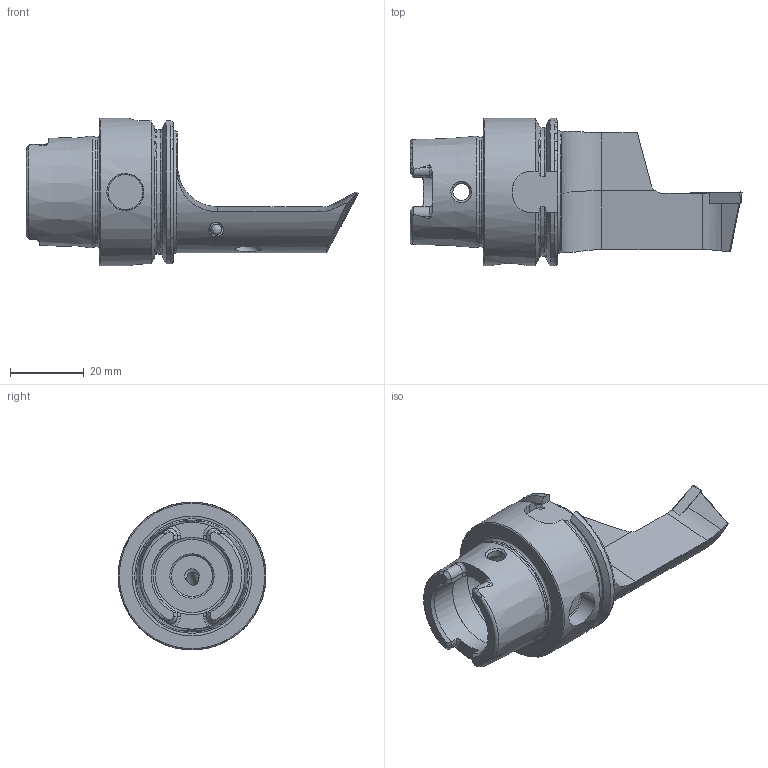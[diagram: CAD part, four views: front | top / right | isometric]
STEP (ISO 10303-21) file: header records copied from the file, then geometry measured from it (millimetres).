
FILE_DESCRIPTION (( 'STEP AP214' ), '1' );
FILE_NAME ('HA4.KVE.LPA.070-F0.STEP', '2021-09-21T14:19:11', ( '' ), ( '' ), 'SwSTEP 2.0', 'SolidWorks 2017', '' );
FILE_SCHEMA (( 'AUTOMOTIVE_DESIGN' ));
Length unit declared in the file: millimetre
Products named in the file (6): HA4-KVE.LPA.070-F0_A_Fertigbearbeitung; HA4.KVE.LPA.070-F0; WCA-ER2.001.006_A; VBMT110304; WKX-ER1.004.005_A_PreviewCfg; KVT_MB_600_040
Assembly tree (6 placements, depth 2):
  HA4.KVE.LPA.070-F0
    HA4-KVE.LPA.070-F0_A_Fertigbearbeitung
    WCA-ER2.001.006_A
    KVT_MB_600_040  x2
    WKX-ER1.004.005_A_PreviewCfg
    VBMT110304
Bounding box: 89.9 x 40 x 40 mm (x, y, z)
Volume: 34890.3 mm3; surface area: 13670.7 mm2
Topology: 8 solids, 8 shells, 269 faces, 681 edges, 425 vertices
Faces by surface type: plane 93, cylinder 68, cone 64, torus 26, bspline 15, sphere 3
Full cylindrical faces by diameter (mm): 1.7 x1, 2.05 x1, 2.5 x1, 2.8 x1, 3 x2, 3.3 x5, 3.4 x1, 3.85 x1, 4 x7, 4.2 x1, 4.6 x2, 10 x1, 11 x1, 12.5 x1, 21 x2, 25.5 x1, 29.707 x1, 33 x1, 40 x1
Entity records: 10097 total; most frequent: CARTESIAN_POINT 3311, ORIENTED_EDGE 1104, DIRECTION 1060, EDGE_CURVE 552, AXIS2_PLACEMENT_3D 426, VERTEX_POINT 384, EDGE_LOOP 338, FACE_OUTER_BOUND 294
